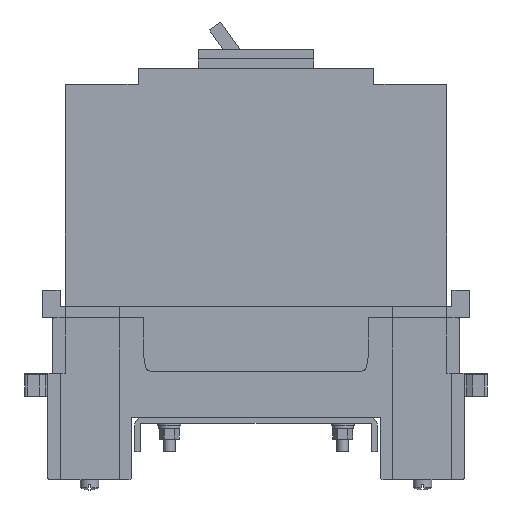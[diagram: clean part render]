
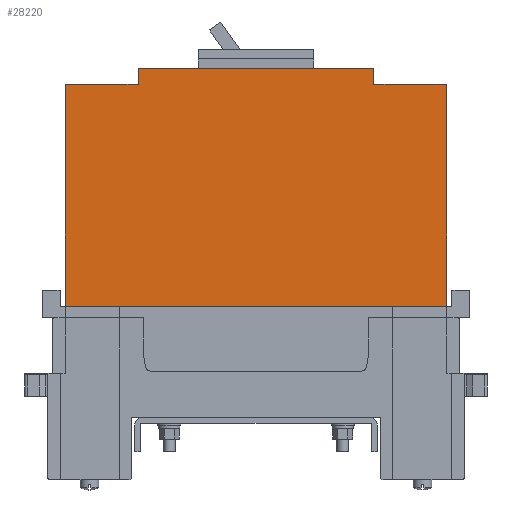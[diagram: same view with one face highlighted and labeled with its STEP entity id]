
A CAD part, left-side view. The second image highlights one B-rep face of the part: STEP entity #28220.
In plain terms, the highlighted planar face has unit normal (-1, 0, 0).
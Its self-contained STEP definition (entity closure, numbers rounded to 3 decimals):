
#27510=CARTESIAN_POINT('',(38.906,430.252,0.));
#27520=DIRECTION('',(1.,-0.,0.));
#27530=DIRECTION('',(0.,0.,-1.));
#27540=AXIS2_PLACEMENT_3D('',#27510,#27520,#27530);
#27550=PLANE('',#27540);
#27560=CARTESIAN_POINT('',(38.906,265.252,0.));
#27570=DIRECTION('',(0.,0.,1.));
#27580=VECTOR('',#27570,1.);
#27590=LINE('',#27560,#27580);
#27600=CARTESIAN_POINT('',(38.906,265.252,
-122.995));
#27610=VERTEX_POINT('',#27600);
#27620=CARTESIAN_POINT('',(38.906,265.252,
-26.995));
#27630=VERTEX_POINT('',#27620);
#27640=EDGE_CURVE('',#27610,#27630,#27590,.T.);
#27650=ORIENTED_EDGE('',*,*,#27640,.T.);
#27660=CARTESIAN_POINT('',(38.906,0.,-122.995));
#27670=DIRECTION('',(0.,-1.,0.));
#27680=VECTOR('',#27670,1.);
#27690=LINE('',#27660,#27680);
#27700=CARTESIAN_POINT('',(38.906,430.252,
-122.995));
#27710=VERTEX_POINT('',#27700);
#27720=EDGE_CURVE('',#27710,#27610,#27690,.T.);
#27730=ORIENTED_EDGE('',*,*,#27720,.T.);
#27740=CARTESIAN_POINT('',(38.906,430.252,0.));
#27750=DIRECTION('',(0.,0.,1.));
#27760=VECTOR('',#27750,1.);
#27770=LINE('',#27740,#27760);
#27780=CARTESIAN_POINT('',(38.906,430.252,
-26.995));
#27790=VERTEX_POINT('',#27780);
#27800=EDGE_CURVE('',#27710,#27790,#27770,.T.);
#27810=ORIENTED_EDGE('',*,*,#27800,.F.);
#27820=CARTESIAN_POINT('',(38.906,0.,-26.995));
#27830=DIRECTION('',(0.,-1.,0.));
#27840=VECTOR('',#27830,1.);
#27850=LINE('',#27820,#27840);
#27860=CARTESIAN_POINT('',(38.906,398.752,
-26.995));
#27870=VERTEX_POINT('',#27860);
#27880=EDGE_CURVE('',#27790,#27870,#27850,.T.);
#27890=ORIENTED_EDGE('',*,*,#27880,.F.);
#27900=CARTESIAN_POINT('',(38.906,398.752,0.));
#27910=DIRECTION('',(0.,0.,-1.));
#27920=VECTOR('',#27910,1.);
#27930=LINE('',#27900,#27920);
#27940=CARTESIAN_POINT('',(38.906,398.752,
-19.995));
#27950=VERTEX_POINT('',#27940);
#27960=EDGE_CURVE('',#27950,#27870,#27930,.T.);
#27970=ORIENTED_EDGE('',*,*,#27960,.T.);
#27980=CARTESIAN_POINT('',(38.906,0.,-19.995));
#27990=DIRECTION('',(0.,-1.,0.));
#28000=VECTOR('',#27990,1.);
#28010=LINE('',#27980,#28000);
#28020=CARTESIAN_POINT('',(38.906,296.752,
-19.995));
#28030=VERTEX_POINT('',#28020);
#28040=EDGE_CURVE('',#27950,#28030,#28010,.T.);
#28050=ORIENTED_EDGE('',*,*,#28040,.F.);
#28060=CARTESIAN_POINT('',(38.906,296.752,0.));
#28070=DIRECTION('',(0.,0.,1.));
#28080=VECTOR('',#28070,1.);
#28090=LINE('',#28060,#28080);
#28100=CARTESIAN_POINT('',(38.906,296.752,
-26.995));
#28110=VERTEX_POINT('',#28100);
#28120=EDGE_CURVE('',#28110,#28030,#28090,.T.);
#28130=ORIENTED_EDGE('',*,*,#28120,.T.);
#28140=CARTESIAN_POINT('',(38.906,695.504,
-26.995));
#28150=DIRECTION('',(0.,1.,0.));
#28160=VECTOR('',#28150,1.);
#28170=LINE('',#28140,#28160);
#28180=EDGE_CURVE('',#27630,#28110,#28170,.T.);
#28190=ORIENTED_EDGE('',*,*,#28180,.T.);
#28200=EDGE_LOOP('',(#28190,#28130,#28050,#27970,#27890,#27810,#27730,
#27650));
#28210=FACE_OUTER_BOUND('',#28200,.T.);
#28220=ADVANCED_FACE('',(#28210),#27550,.F.);
